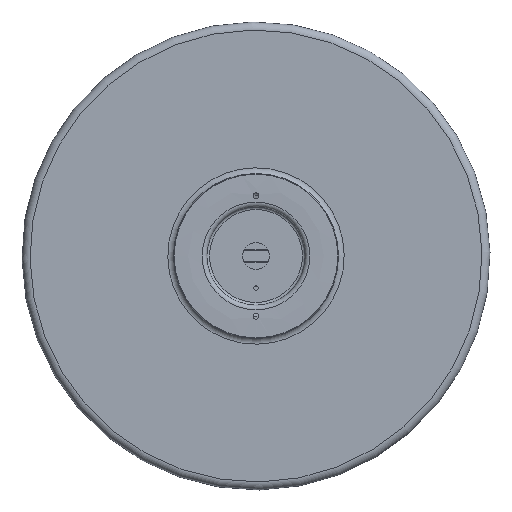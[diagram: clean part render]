
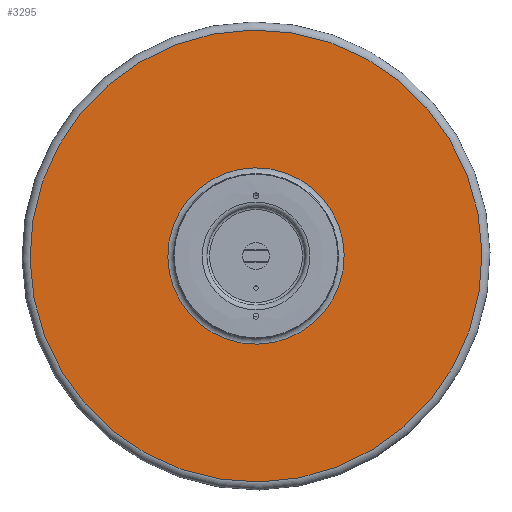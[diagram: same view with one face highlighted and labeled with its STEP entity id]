
A CAD part, front view. The second image highlights one B-rep face of the part: STEP entity #3295.
In plain terms, the highlighted planar face has unit normal (0, -1, 0).
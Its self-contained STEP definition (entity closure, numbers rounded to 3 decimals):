
#189=FACE_BOUND('',#609,.T.);
#250=PLANE('',#3736);
#413=FACE_OUTER_BOUND('',#608,.T.);
#608=EDGE_LOOP('',(#2870,#2871));
#609=EDGE_LOOP('',(#2872,#2873));
#1284=CIRCLE('',#3733,169.109);
#1285=CIRCLE('',#3734,169.109);
#1287=CIRCLE('',#3737,66.);
#1288=CIRCLE('',#3738,66.);
#1570=VERTEX_POINT('',#7113);
#1571=VERTEX_POINT('',#7114);
#1572=VERTEX_POINT('',#7119);
#1573=VERTEX_POINT('',#7120);
#2023=EDGE_CURVE('',#1570,#1571,#1284,.T.);
#2024=EDGE_CURVE('',#1571,#1570,#1285,.T.);
#2026=EDGE_CURVE('',#1572,#1573,#1287,.T.);
#2027=EDGE_CURVE('',#1573,#1572,#1288,.T.);
#2870=ORIENTED_EDGE('',*,*,#2023,.T.);
#2871=ORIENTED_EDGE('',*,*,#2024,.T.);
#2872=ORIENTED_EDGE('',*,*,#2026,.F.);
#2873=ORIENTED_EDGE('',*,*,#2027,.F.);
#3295=ADVANCED_FACE('',(#413,#189),#250,.T.);
#3733=AXIS2_PLACEMENT_3D('',#7115,#4503,#4504);
#3734=AXIS2_PLACEMENT_3D('',#7116,#4505,#4506);
#3736=AXIS2_PLACEMENT_3D('',#7118,#4509,#4510);
#3737=AXIS2_PLACEMENT_3D('',#7121,#4511,#4512);
#3738=AXIS2_PLACEMENT_3D('',#7122,#4513,#4514);
#4503=DIRECTION('center_axis',(0.,-1.,0.));
#4504=DIRECTION('ref_axis',(1.,0.,0.));
#4505=DIRECTION('center_axis',(0.,-1.,0.));
#4506=DIRECTION('ref_axis',(1.,0.,0.));
#4509=DIRECTION('center_axis',(0.,-1.,0.));
#4510=DIRECTION('ref_axis',(0.,0.,-1.));
#4511=DIRECTION('center_axis',(0.,-1.,0.));
#4512=DIRECTION('ref_axis',(1.,0.,0.));
#4513=DIRECTION('center_axis',(0.,-1.,0.));
#4514=DIRECTION('ref_axis',(1.,0.,0.));
#7113=CARTESIAN_POINT('',(169.109,50.,0.));
#7114=CARTESIAN_POINT('',(0.,50.,169.109));
#7115=CARTESIAN_POINT('Origin',(0.,50.,0.));
#7116=CARTESIAN_POINT('Origin',(0.,50.,0.));
#7118=CARTESIAN_POINT('Origin',(117.554,50.,0.));
#7119=CARTESIAN_POINT('',(66.,50.,0.));
#7120=CARTESIAN_POINT('',(0.,50.,66.));
#7121=CARTESIAN_POINT('Origin',(0.,50.,0.));
#7122=CARTESIAN_POINT('Origin',(0.,50.,0.));
